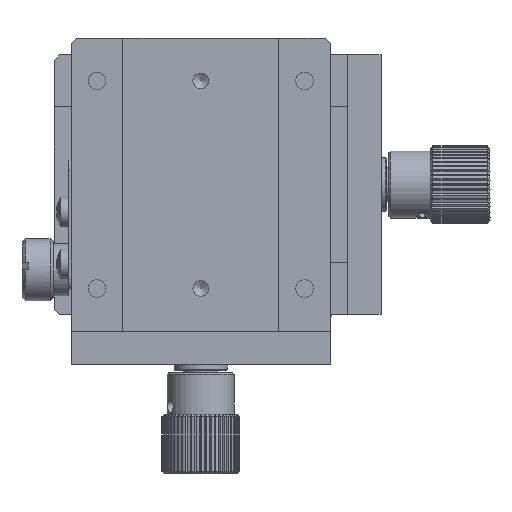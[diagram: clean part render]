
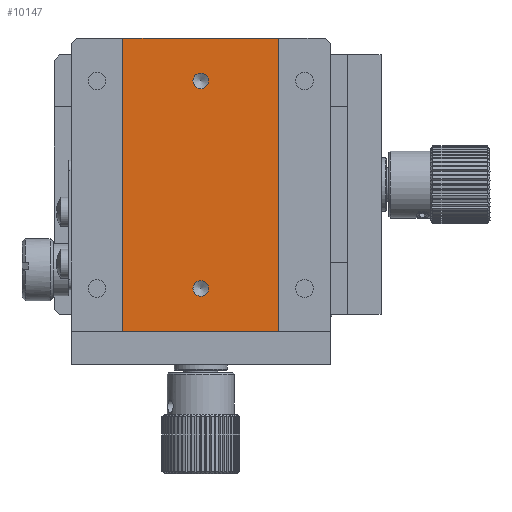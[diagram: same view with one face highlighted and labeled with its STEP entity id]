
A CAD part, front view. The second image highlights one B-rep face of the part: STEP entity #10147.
In plain terms, the highlighted planar face has unit normal (0, -1, 0).
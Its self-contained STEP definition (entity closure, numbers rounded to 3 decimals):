
#377 = CARTESIAN_POINT ( 'NONE',  ( 33.771, 58.036, 89.768 ) ) ;
#725 = CARTESIAN_POINT ( 'NONE',  ( 48.771, 58.036, 81.518 ) ) ;
#925 = DIRECTION ( 'NONE',  ( 1., 0., 0. ) ) ;
#1832 = EDGE_CURVE ( 'NONE', #26980, #2247, #14342, .T. ) ;
#2247 = VERTEX_POINT ( 'NONE', #377 ) ;
#2524 = ORIENTED_EDGE ( 'NONE', *, *, #1832, .F. ) ;
#2572 = LINE ( 'NONE', #34966, #6361 ) ;
#2997 = ORIENTED_EDGE ( 'NONE', *, *, #46479, .F. ) ;
#5804 = VECTOR ( 'NONE', #6213, 1000. ) ;
#6091 = VERTEX_POINT ( 'NONE', #10073 ) ;
#6213 = DIRECTION ( 'NONE',  ( -1., 0., 0. ) ) ;
#6361 = VECTOR ( 'NONE', #22907, 1000. ) ;
#6599 = EDGE_CURVE ( 'NONE', #26980, #6091, #16973, .T. ) ;
#7367 = FACE_OUTER_BOUND ( 'NONE', #29438, .T. ) ;
#7626 = FACE_BOUND ( 'NONE', #37684, .T. ) ;
#8507 = VERTEX_POINT ( 'NONE', #9809 ) ;
#9809 = CARTESIAN_POINT ( 'NONE',  ( 50.271, 58.036, 81.518 ) ) ;
#10073 = CARTESIAN_POINT ( 'NONE',  ( 63.771, 58.036, 33.268 ) ) ;
#10147 = ADVANCED_FACE ( 'NONE', ( #7367, #15629, #7626 ), #23940, .F. ) ;
#10293 = AXIS2_PLACEMENT_3D ( 'NONE', #725, #33656, #45755 ) ;
#10402 = AXIS2_PLACEMENT_3D ( 'NONE', #34555, #14182, #34816 ) ;
#10582 = VECTOR ( 'NONE', #925, 1000. ) ;
#11613 = ORIENTED_EDGE ( 'NONE', *, *, #6599, .T. ) ;
#14182 = DIRECTION ( 'NONE',  ( 0., -1., 0. ) ) ;
#14342 = LINE ( 'NONE', #39266, #15853 ) ;
#15566 = CARTESIAN_POINT ( 'NONE',  ( 63.771, 58.036, 89.768 ) ) ;
#15629 = FACE_BOUND ( 'NONE', #43892, .T. ) ;
#15680 = CARTESIAN_POINT ( 'NONE',  ( 33.771, 58.036, 33.268 ) ) ;
#15853 = VECTOR ( 'NONE', #51612, 1000. ) ;
#16973 = LINE ( 'NONE', #17508, #10582 ) ;
#17508 = CARTESIAN_POINT ( 'NONE',  ( 23.771, 58.036, 33.268 ) ) ;
#18595 = EDGE_CURVE ( 'NONE', #30559, #6091, #2572, .T. ) ;
#21342 = VERTEX_POINT ( 'NONE', #49521 ) ;
#21507 = CARTESIAN_POINT ( 'NONE',  ( 23.771, 58.036, 89.768 ) ) ;
#22907 = DIRECTION ( 'NONE',  ( 0., 0., -1. ) ) ;
#23579 = ORIENTED_EDGE ( 'NONE', *, *, #30395, .T. ) ;
#23940 = PLANE ( 'NONE',  #35952 ) ;
#26980 = VERTEX_POINT ( 'NONE', #15680 ) ;
#29438 = EDGE_LOOP ( 'NONE', ( #2524, #11613, #51162, #23579 ) ) ;
#30395 = EDGE_CURVE ( 'NONE', #30559, #2247, #38639, .T. ) ;
#30559 = VERTEX_POINT ( 'NONE', #15566 ) ;
#33656 = DIRECTION ( 'NONE',  ( 0., -1., 0. ) ) ;
#34555 = CARTESIAN_POINT ( 'NONE',  ( 48.771, 58.036, 41.518 ) ) ;
#34816 = DIRECTION ( 'NONE',  ( 1., 0., 0. ) ) ;
#34966 = CARTESIAN_POINT ( 'NONE',  ( 63.771, 58.036, 33.268 ) ) ;
#35952 = AXIS2_PLACEMENT_3D ( 'NONE', #40310, #36279, #45398 ) ;
#36279 = DIRECTION ( 'NONE',  ( 0., 1., 0. ) ) ;
#37684 = EDGE_LOOP ( 'NONE', ( #2997 ) ) ;
#38639 = LINE ( 'NONE', #21507, #5804 ) ;
#39266 = CARTESIAN_POINT ( 'NONE',  ( 33.771, 58.036, 33.268 ) ) ;
#40310 = CARTESIAN_POINT ( 'NONE',  ( 33.771, 58.036, 33.268 ) ) ;
#41119 = CIRCLE ( 'NONE', #10293, 1.5 ) ;
#41220 = CIRCLE ( 'NONE', #10402, 1.5 ) ;
#43884 = EDGE_CURVE ( 'NONE', #21342, #21342, #41220, .T. ) ;
#43892 = EDGE_LOOP ( 'NONE', ( #50296 ) ) ;
#45398 = DIRECTION ( 'NONE',  ( -1., 0., 0. ) ) ;
#45755 = DIRECTION ( 'NONE',  ( 1., 0., 0. ) ) ;
#46479 = EDGE_CURVE ( 'NONE', #8507, #8507, #41119, .T. ) ;
#49521 = CARTESIAN_POINT ( 'NONE',  ( 50.271, 58.036, 41.518 ) ) ;
#50296 = ORIENTED_EDGE ( 'NONE', *, *, #43884, .F. ) ;
#51162 = ORIENTED_EDGE ( 'NONE', *, *, #18595, .F. ) ;
#51612 = DIRECTION ( 'NONE',  ( 0., 0., 1. ) ) ;
